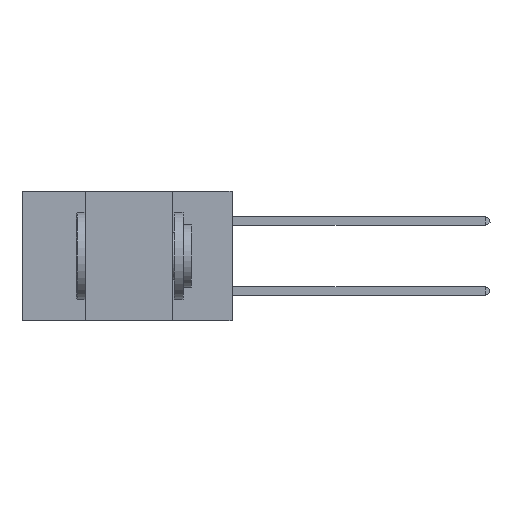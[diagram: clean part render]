
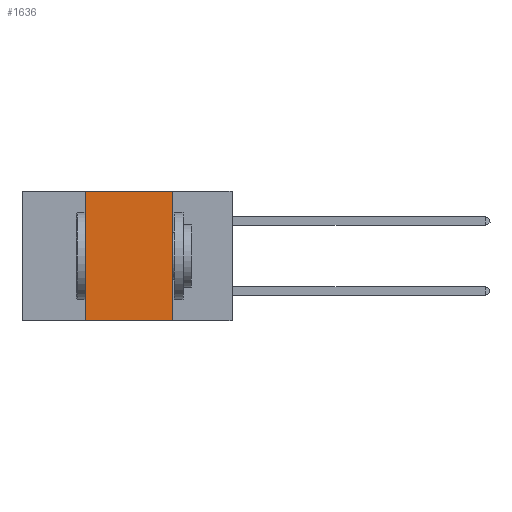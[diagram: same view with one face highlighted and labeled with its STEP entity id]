
A CAD part, left-side view. The second image highlights one B-rep face of the part: STEP entity #1636.
In plain terms, the highlighted planar face has unit normal (-1, 0, 0).
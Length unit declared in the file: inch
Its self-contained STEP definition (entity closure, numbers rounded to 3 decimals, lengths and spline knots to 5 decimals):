
#582 = EDGE_CURVE ( 'NONE', #5912, #27056, #6655, .T. ) ;
#1332 = ORIENTED_EDGE ( 'NONE', *, *, #32347, .F. ) ;
#1636 = ADVANCED_FACE ( 'NONE', ( #46875 ), #2588, .F. ) ;
#2588 = PLANE ( 'NONE',  #37376 ) ;
#3932 = EDGE_CURVE ( 'NONE', #10928, #5912, #4565, .T. ) ;
#4134 = VECTOR ( 'NONE', #36458, 39.37008 ) ;
#4565 = LINE ( 'NONE', #18280, #32404 ) ;
#5912 = VERTEX_POINT ( 'NONE', #21275 ) ;
#6655 = LINE ( 'NONE', #47196, #40404 ) ;
#8017 = ORIENTED_EDGE ( 'NONE', *, *, #3932, .F. ) ;
#9309 = CARTESIAN_POINT ( 'NONE',  ( 0., 0.42, -0.37 ) ) ;
#10228 = DIRECTION ( 'NONE',  ( 0., 0., -1. ) ) ;
#10928 = VERTEX_POINT ( 'NONE', #24952 ) ;
#13918 = CARTESIAN_POINT ( 'NONE',  ( 0., 0.6, -0.37 ) ) ;
#16613 = LINE ( 'NONE', #21736, #4134 ) ;
#16822 = EDGE_LOOP ( 'NONE', ( #36337, #8017, #1332, #32538 ) ) ;
#18280 = CARTESIAN_POINT ( 'NONE',  ( 0., 0.6, 0. ) ) ;
#21275 = CARTESIAN_POINT ( 'NONE',  ( 0., 0.17, 0. ) ) ;
#21736 = CARTESIAN_POINT ( 'NONE',  ( 0., 0.42, 0. ) ) ;
#22446 = DIRECTION ( 'NONE',  ( 0., -1., 0. ) ) ;
#24952 = CARTESIAN_POINT ( 'NONE',  ( 0., 0.42, 0. ) ) ;
#27056 = VERTEX_POINT ( 'NONE', #36360 ) ;
#28460 = EDGE_CURVE ( 'NONE', #32459, #27056, #30301, .T. ) ;
#29106 = CARTESIAN_POINT ( 'NONE',  ( 0., 0.6, 0. ) ) ;
#30301 = LINE ( 'NONE', #13918, #30914 ) ;
#30914 = VECTOR ( 'NONE', #37052, 39.37008 ) ;
#32347 = EDGE_CURVE ( 'NONE', #32459, #10928, #16613, .T. ) ;
#32404 = VECTOR ( 'NONE', #22446, 39.37008 ) ;
#32459 = VERTEX_POINT ( 'NONE', #9309 ) ;
#32538 = ORIENTED_EDGE ( 'NONE', *, *, #28460, .T. ) ;
#32901 = DIRECTION ( 'NONE',  ( 1., 0., 0. ) ) ;
#36337 = ORIENTED_EDGE ( 'NONE', *, *, #582, .F. ) ;
#36360 = CARTESIAN_POINT ( 'NONE',  ( 0., 0.17, -0.37 ) ) ;
#36458 = DIRECTION ( 'NONE',  ( 0., 0., 1. ) ) ;
#37052 = DIRECTION ( 'NONE',  ( 0., -1., 0. ) ) ;
#37376 = AXIS2_PLACEMENT_3D ( 'NONE', #29106, #32901, #10228 ) ;
#39673 = DIRECTION ( 'NONE',  ( 0., 0., -1. ) ) ;
#40404 = VECTOR ( 'NONE', #39673, 39.37008 ) ;
#46875 = FACE_OUTER_BOUND ( 'NONE', #16822, .T. ) ;
#47196 = CARTESIAN_POINT ( 'NONE',  ( 0., 0.17, 0. ) ) ;
